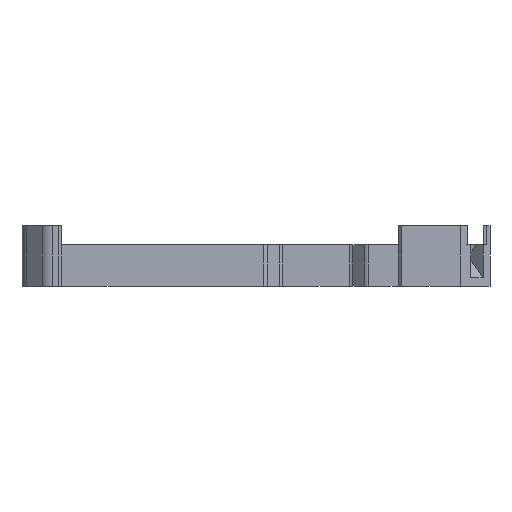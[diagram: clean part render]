
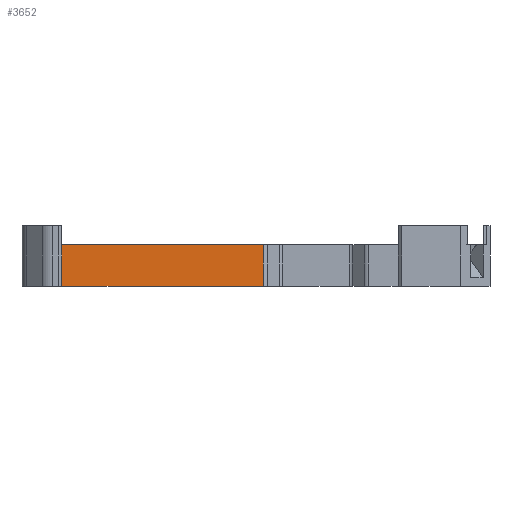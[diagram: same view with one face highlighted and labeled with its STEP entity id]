
A CAD part, left-side view. The second image highlights one B-rep face of the part: STEP entity #3652.
In plain terms, the highlighted planar face has unit normal (-1, 0, 0).
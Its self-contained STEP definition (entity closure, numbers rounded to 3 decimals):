
#1502 = VERTEX_POINT('',#1503);
#1503 = CARTESIAN_POINT('',(-57.5,-2.15,0.));
#1510 = EDGE_CURVE('',#1511,#1502,#1513,.T.);
#1511 = VERTEX_POINT('',#1512);
#1512 = CARTESIAN_POINT('',(-57.5,56.,0.));
#1513 = LINE('',#1514,#1515);
#1514 = CARTESIAN_POINT('',(-57.5,58.8,0.));
#1515 = VECTOR('',#1516,1.);
#1516 = DIRECTION('',(0.,-1.,0.));
#2443 = VERTEX_POINT('',#2444);
#2444 = CARTESIAN_POINT('',(-57.5,56.,12.));
#2450 = EDGE_CURVE('',#2443,#2451,#2453,.T.);
#2451 = VERTEX_POINT('',#2452);
#2452 = CARTESIAN_POINT('',(-57.5,-2.15,12.));
#2453 = LINE('',#2454,#2455);
#2454 = CARTESIAN_POINT('',(-57.5,58.8,12.));
#2455 = VECTOR('',#2456,1.);
#2456 = DIRECTION('',(0.,-1.,0.));
#3611 = EDGE_CURVE('',#1511,#2443,#3612,.T.);
#3612 = LINE('',#3613,#3614);
#3613 = CARTESIAN_POINT('',(-57.5,56.,0.));
#3614 = VECTOR('',#3615,1.);
#3615 = DIRECTION('',(0.,0.,1.));
#3652 = ADVANCED_FACE('',(#3653),#3664,.F.);
#3653 = FACE_BOUND('',#3654,.F.);
#3654 = EDGE_LOOP('',(#3655,#3656,#3657,#3658));
#3655 = ORIENTED_EDGE('',*,*,#1510,.F.);
#3656 = ORIENTED_EDGE('',*,*,#3611,.T.);
#3657 = ORIENTED_EDGE('',*,*,#2450,.T.);
#3658 = ORIENTED_EDGE('',*,*,#3659,.F.);
#3659 = EDGE_CURVE('',#1502,#2451,#3660,.T.);
#3660 = LINE('',#3661,#3662);
#3661 = CARTESIAN_POINT('',(-57.5,-2.15,0.));
#3662 = VECTOR('',#3663,1.);
#3663 = DIRECTION('',(0.,0.,1.));
#3664 = PLANE('',#3665);
#3665 = AXIS2_PLACEMENT_3D('',#3666,#3667,#3668);
#3666 = CARTESIAN_POINT('',(-57.5,58.8,0.));
#3667 = DIRECTION('',(1.,0.,0.));
#3668 = DIRECTION('',(0.,-1.,0.));
